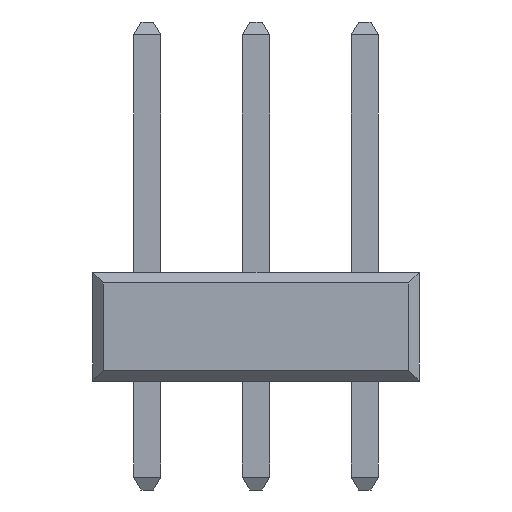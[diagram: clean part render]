
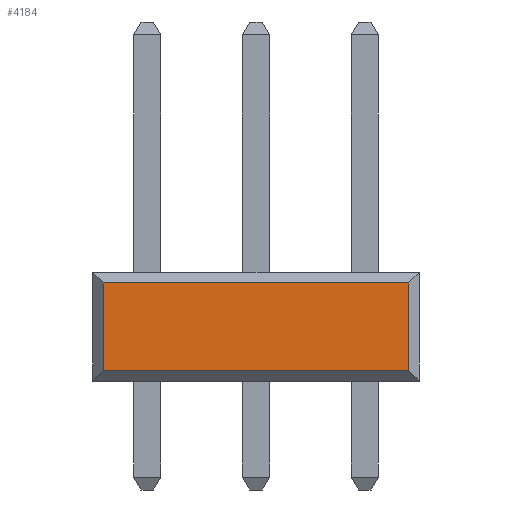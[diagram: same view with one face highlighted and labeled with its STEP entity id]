
A CAD part, left-side view. The second image highlights one B-rep face of the part: STEP entity #4184.
In plain terms, the highlighted planar face has unit normal (-1, 0, 0).
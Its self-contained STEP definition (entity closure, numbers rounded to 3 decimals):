
#1284 = DIRECTION ( 'NONE',  ( 0., 1., 0. ) ) ;
#2124 = CARTESIAN_POINT ( 'NONE',  ( -7.62, -3.56, 2.29 ) ) ;
#2234 = VECTOR ( 'NONE', #4726, 1000. ) ;
#2437 = DIRECTION ( 'NONE',  ( 0., -1., 0. ) ) ;
#2595 = CARTESIAN_POINT ( 'NONE',  ( -7.62, 3.56, 2.29 ) ) ;
#2597 = ORIENTED_EDGE ( 'NONE', *, *, #12736, .T. ) ;
#3304 = CARTESIAN_POINT ( 'NONE',  ( -7.62, 3.56, 2.29 ) ) ;
#3738 = AXIS2_PLACEMENT_3D ( 'NONE', #7604, #16324, #1284 ) ;
#3748 = VECTOR ( 'NONE', #5618, 1000. ) ;
#3996 = LINE ( 'NONE', #3304, #2234 ) ;
#4075 = VERTEX_POINT ( 'NONE', #2124 ) ;
#4184 = ADVANCED_FACE ( 'NONE', ( #12604 ), #15152, .F. ) ;
#4726 = DIRECTION ( 'NONE',  ( 0., 1., 0. ) ) ;
#5385 = VECTOR ( 'NONE', #2437, 1000. ) ;
#5618 = DIRECTION ( 'NONE',  ( 0., 0., -1. ) ) ;
#5923 = CARTESIAN_POINT ( 'NONE',  ( -7.62, 3.56, 0.25 ) ) ;
#6745 = EDGE_LOOP ( 'NONE', ( #14915, #2597, #15626, #15907 ) ) ;
#7063 = DIRECTION ( 'NONE',  ( 0., 0., -1. ) ) ;
#7604 = CARTESIAN_POINT ( 'NONE',  ( -7.62, -3.56, 2.54 ) ) ;
#8401 = CARTESIAN_POINT ( 'NONE',  ( -7.62, 3.56, 2.54 ) ) ;
#8717 = CARTESIAN_POINT ( 'NONE',  ( -7.62, -3.56, 0.25 ) ) ;
#9483 = LINE ( 'NONE', #15653, #3748 ) ;
#9937 = VERTEX_POINT ( 'NONE', #2595 ) ;
#10277 = EDGE_CURVE ( 'NONE', #9937, #14235, #16148, .T. ) ;
#11566 = VERTEX_POINT ( 'NONE', #12475 ) ;
#12123 = LINE ( 'NONE', #8717, #5385 ) ;
#12475 = CARTESIAN_POINT ( 'NONE',  ( -7.62, -3.56, 0.25 ) ) ;
#12604 = FACE_OUTER_BOUND ( 'NONE', #6745, .T. ) ;
#12736 = EDGE_CURVE ( 'NONE', #14235, #11566, #12123, .T. ) ;
#12829 = VECTOR ( 'NONE', #7063, 1000. ) ;
#13139 = EDGE_CURVE ( 'NONE', #4075, #9937, #3996, .T. ) ;
#14235 = VERTEX_POINT ( 'NONE', #5923 ) ;
#14915 = ORIENTED_EDGE ( 'NONE', *, *, #10277, .T. ) ;
#15152 = PLANE ( 'NONE',  #3738 ) ;
#15478 = EDGE_CURVE ( 'NONE', #4075, #11566, #9483, .T. ) ;
#15626 = ORIENTED_EDGE ( 'NONE', *, *, #15478, .F. ) ;
#15653 = CARTESIAN_POINT ( 'NONE',  ( -7.62, -3.56, 2.54 ) ) ;
#15907 = ORIENTED_EDGE ( 'NONE', *, *, #13139, .T. ) ;
#16148 = LINE ( 'NONE', #8401, #12829 ) ;
#16324 = DIRECTION ( 'NONE',  ( 1., 0., 0. ) ) ;
